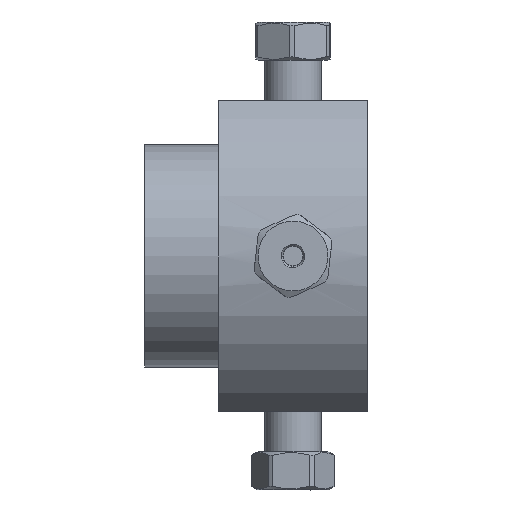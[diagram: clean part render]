
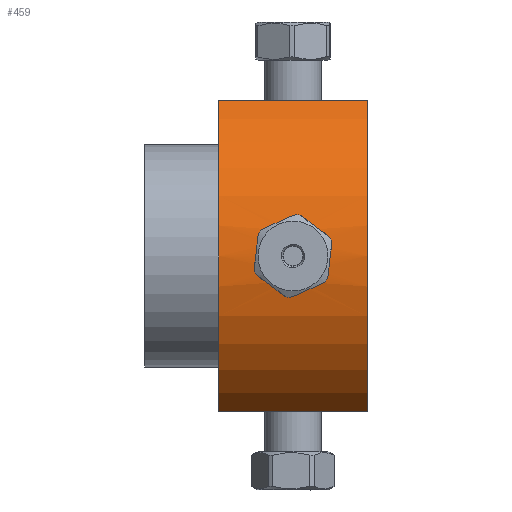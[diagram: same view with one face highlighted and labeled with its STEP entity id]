
A CAD part, front view. The second image highlights one B-rep face of the part: STEP entity #459.
In plain terms, the highlighted cylindrical face has radius 15.875 mm (diameter 31.75 mm), a partial arc.
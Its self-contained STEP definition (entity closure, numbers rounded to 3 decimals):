
#238=CARTESIAN_POINT('',(6.35,-8.614,-13.335));
#239=VERTEX_POINT('',#238);
#247=CARTESIAN_POINT('',(19.05,-8.614,-13.335));
#248=VERTEX_POINT('',#247);
#255=CARTESIAN_POINT('',(6.35,-8.614,-13.335));
#256=DIRECTION('',(1.0,0.0,0.0));
#257=VECTOR('',#256,12.7);
#258=LINE('',#255,#257);
#259=EDGE_CURVE('',#239,#248,#258,.T.);
#282=CARTESIAN_POINT('',(6.35,-8.614,13.335));
#283=VERTEX_POINT('',#282);
#284=CARTESIAN_POINT('',(6.35,0.,0.0));
#285=DIRECTION('',(1.0,0.0,0.0));
#286=DIRECTION('',(0.0,1.0,0.0));
#287=AXIS2_PLACEMENT_3D('',#284,#285,#286);
#288=CIRCLE('',#287,15.875);
#289=EDGE_CURVE('',#283,#239,#288,.T.);
#324=CARTESIAN_POINT('',(19.05,-8.614,13.335));
#325=VERTEX_POINT('',#324);
#326=CARTESIAN_POINT('',(19.05,-8.614,13.335));
#327=DIRECTION('',(-1.0,0.0,0.0));
#328=VECTOR('',#327,12.7);
#329=LINE('',#326,#328);
#330=EDGE_CURVE('',#325,#283,#329,.T.);
#381=CARTESIAN_POINT('',(19.05,0.,0.0));
#382=DIRECTION('',(1.0,0.0,0.0));
#383=DIRECTION('',(0.0,1.0,0.0));
#384=AXIS2_PLACEMENT_3D('',#381,#382,#383);
#385=CIRCLE('',#384,15.875);
#386=EDGE_CURVE('',#325,#248,#385,.T.);
#399=CARTESIAN_POINT('',(12.7,0.,0.0));
#400=DIRECTION('',(1.0,0.,0.0));
#401=DIRECTION('',(0.0,1.0,0.0));
#402=AXIS2_PLACEMENT_3D('',#399,#400,#401);
#403=CYLINDRICAL_SURFACE('',#402,15.875);
#404=ORIENTED_EDGE('',*,*,#330,.T.);
#405=ORIENTED_EDGE('',*,*,#289,.T.);
#406=ORIENTED_EDGE('',*,*,#259,.T.);
#407=ORIENTED_EDGE('',*,*,#386,.F.);
#408=EDGE_LOOP('',(#404,#405,#406,#407));
#409=FACE_OUTER_BOUND('',#408,.T.);
#410=CARTESIAN_POINT('',(10.25,-15.875,0.0));
#411=VERTEX_POINT('',#410);
#412=CARTESIAN_POINT('',(15.15,-15.875,0.0));
#413=VERTEX_POINT('',#412);
#414=CARTESIAN_POINT('',(10.25,-15.875,0.));
#415=CARTESIAN_POINT('',(10.25,-15.875,0.3));
#416=CARTESIAN_POINT('',(10.318,-15.866,0.617));
#417=CARTESIAN_POINT('',(10.584,-15.833,1.192));
#418=CARTESIAN_POINT('',(10.782,-15.81,1.449));
#419=CARTESIAN_POINT('',(11.225,-15.769,1.845));
#420=CARTESIAN_POINT('',(11.498,-15.747,2.012));
#421=CARTESIAN_POINT('',(12.088,-15.718,2.232));
#422=CARTESIAN_POINT('',(12.405,-15.71,2.285));
#423=CARTESIAN_POINT('',(12.7,-15.71,2.285));
#424=CARTESIAN_POINT('',(12.995,-15.71,2.285));
#425=CARTESIAN_POINT('',(13.312,-15.718,2.232));
#426=CARTESIAN_POINT('',(13.902,-15.747,2.012));
#427=CARTESIAN_POINT('',(14.175,-15.769,1.845));
#428=CARTESIAN_POINT('',(14.618,-15.81,1.449));
#429=CARTESIAN_POINT('',(14.816,-15.833,1.192));
#430=CARTESIAN_POINT('',(15.082,-15.866,0.617));
#431=CARTESIAN_POINT('',(15.15,-15.875,0.3));
#432=CARTESIAN_POINT('',(15.15,-15.875,0.));
#433=B_SPLINE_CURVE_WITH_KNOTS('',3,(#414,#415,#416,#417,#418,#419,#420,#421,#422,#423,#424,#425,#426,#427,#428,#429,#430,#431,#432),.UNSPECIFIED.,.F.,.U.,(4,2,2,2,3,2,2,2,4),(1.072,1.162,1.252,1.341,1.429,1.518,1.606,1.696,1.786),.UNSPECIFIED.);
#434=EDGE_CURVE('',#411,#413,#433,.T.);
#435=ORIENTED_EDGE('',*,*,#434,.T.);
#436=CARTESIAN_POINT('',(15.15,-15.875,0.));
#437=CARTESIAN_POINT('',(15.15,-15.875,-0.3));
#438=CARTESIAN_POINT('',(15.082,-15.866,-0.617));
#439=CARTESIAN_POINT('',(14.816,-15.833,-1.192));
#440=CARTESIAN_POINT('',(14.618,-15.81,-1.449));
#441=CARTESIAN_POINT('',(14.175,-15.769,-1.845));
#442=CARTESIAN_POINT('',(13.902,-15.747,-2.012));
#443=CARTESIAN_POINT('',(13.312,-15.718,-2.232));
#444=CARTESIAN_POINT('',(12.995,-15.71,-2.285));
#445=CARTESIAN_POINT('',(12.405,-15.71,-2.285));
#446=CARTESIAN_POINT('',(12.088,-15.718,-2.232));
#447=CARTESIAN_POINT('',(11.498,-15.747,-2.012));
#448=CARTESIAN_POINT('',(11.225,-15.769,-1.845));
#449=CARTESIAN_POINT('',(10.782,-15.81,-1.449));
#450=CARTESIAN_POINT('',(10.584,-15.833,-1.192));
#451=CARTESIAN_POINT('',(10.318,-15.866,-0.617));
#452=CARTESIAN_POINT('',(10.25,-15.875,-0.3));
#453=CARTESIAN_POINT('',(10.25,-15.875,0.));
#454=B_SPLINE_CURVE_WITH_KNOTS('',3,(#436,#437,#438,#439,#440,#441,#442,#443,#444,#445,#446,#447,#448,#449,#450,#451,#452,#453),.UNSPECIFIED.,.F.,.U.,(4,2,2,2,2,2,2,2,4),(0.357,0.447,0.537,0.626,0.715,0.803,0.892,0.982,1.072),.UNSPECIFIED.);
#455=EDGE_CURVE('',#413,#411,#454,.T.);
#456=ORIENTED_EDGE('',*,*,#455,.T.);
#457=EDGE_LOOP('',(#435,#456));
#458=FACE_BOUND('',#457,.T.);
#459=ADVANCED_FACE('',(#409,#458),#403,.T.);
